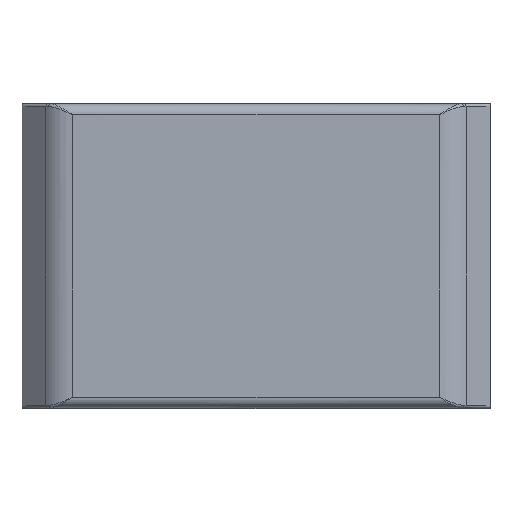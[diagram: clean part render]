
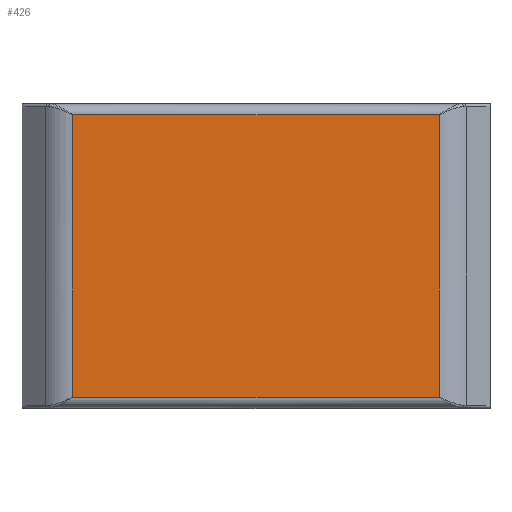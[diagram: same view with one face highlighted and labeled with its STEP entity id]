
A CAD part, top view. The second image highlights one B-rep face of the part: STEP entity #426.
In plain terms, the highlighted planar face has unit normal (0, 0, 1).
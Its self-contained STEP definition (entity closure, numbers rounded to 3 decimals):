
#57 = DIRECTION ( 'NONE',  ( -1., 0., 0. ) ) ;
#129 = VERTEX_POINT ( 'NONE', #1271 ) ;
#149 = DIRECTION ( 'NONE',  ( 1., 0., 0. ) ) ;
#273 = CARTESIAN_POINT ( 'NONE',  ( 37., -26.262, 7. ) ) ;
#274 = CARTESIAN_POINT ( 'NONE',  ( 34.101, 28.35, 7. ) ) ;
#415 = ORIENTED_EDGE ( 'NONE', *, *, #2586, .F. ) ;
#426 = ADVANCED_FACE ( 'NONE', ( #2049 ), #2570, .F. ) ;
#534 = VECTOR ( 'NONE', #772, 1000. ) ;
#611 = AXIS2_PLACEMENT_3D ( 'NONE', #2348, #1844, #57 ) ;
#772 = DIRECTION ( 'NONE',  ( 0., 1., 0. ) ) ;
#911 = VECTOR ( 'NONE', #1867, 1000. ) ;
#999 = EDGE_LOOP ( 'NONE', ( #2956, #415, #1454, #1122 ) ) ;
#1014 = LINE ( 'NONE', #274, #1605 ) ;
#1122 = ORIENTED_EDGE ( 'NONE', *, *, #2688, .F. ) ;
#1271 = CARTESIAN_POINT ( 'NONE',  ( -34.101, 26.262, 7. ) ) ;
#1431 = CARTESIAN_POINT ( 'NONE',  ( -34.101, 28.35, 7. ) ) ;
#1454 = ORIENTED_EDGE ( 'NONE', *, *, #2957, .F. ) ;
#1503 = LINE ( 'NONE', #273, #911 ) ;
#1605 = VECTOR ( 'NONE', #1606, 1000. ) ;
#1606 = DIRECTION ( 'NONE',  ( 0., -1., 0. ) ) ;
#1844 = DIRECTION ( 'NONE',  ( 0., 0., -1. ) ) ;
#1867 = DIRECTION ( 'NONE',  ( -1., 0., 0. ) ) ;
#2002 = LINE ( 'NONE', #1431, #534 ) ;
#2039 = EDGE_CURVE ( 'NONE', #2726, #2260, #1503, .T. ) ;
#2049 = FACE_OUTER_BOUND ( 'NONE', #999, .T. ) ;
#2187 = CARTESIAN_POINT ( 'NONE',  ( 34.101, 26.262, 7. ) ) ;
#2260 = VERTEX_POINT ( 'NONE', #2552 ) ;
#2348 = CARTESIAN_POINT ( 'NONE',  ( 37., 28.35, 7. ) ) ;
#2378 = CARTESIAN_POINT ( 'NONE',  ( 34.101, -26.262, 7. ) ) ;
#2511 = VECTOR ( 'NONE', #149, 1000. ) ;
#2552 = CARTESIAN_POINT ( 'NONE',  ( -34.101, -26.262, 7. ) ) ;
#2570 = PLANE ( 'NONE',  #611 ) ;
#2586 = EDGE_CURVE ( 'NONE', #2760, #2726, #1014, .T. ) ;
#2608 = CARTESIAN_POINT ( 'NONE',  ( 37., 26.262, 7. ) ) ;
#2657 = LINE ( 'NONE', #2608, #2511 ) ;
#2688 = EDGE_CURVE ( 'NONE', #2260, #129, #2002, .T. ) ;
#2726 = VERTEX_POINT ( 'NONE', #2378 ) ;
#2760 = VERTEX_POINT ( 'NONE', #2187 ) ;
#2956 = ORIENTED_EDGE ( 'NONE', *, *, #2039, .F. ) ;
#2957 = EDGE_CURVE ( 'NONE', #129, #2760, #2657, .T. ) ;
